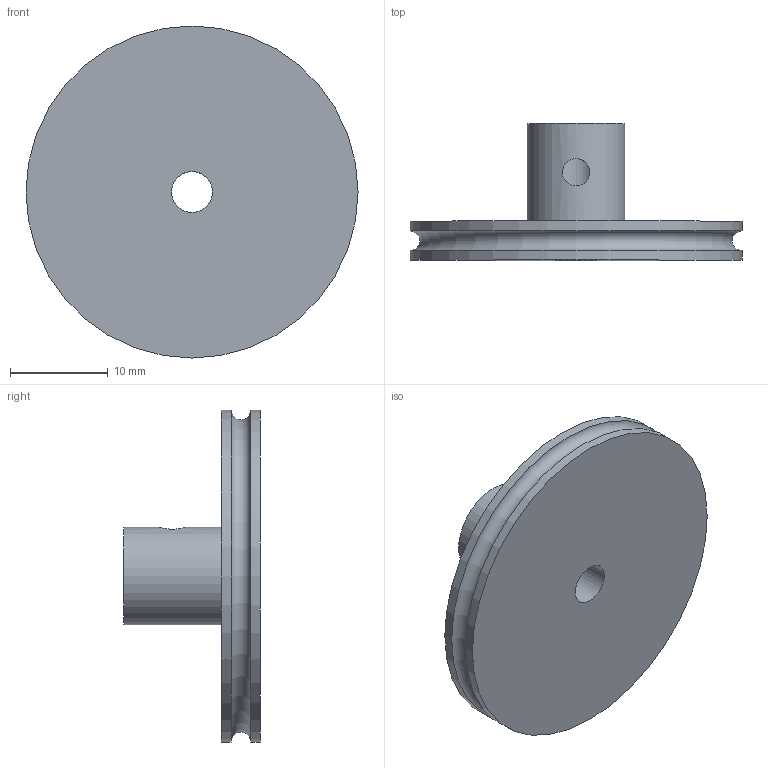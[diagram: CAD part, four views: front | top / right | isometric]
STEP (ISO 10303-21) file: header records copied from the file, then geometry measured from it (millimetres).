
FILE_DESCRIPTION(/* description */ (''),/* implementation_level */ '2;1');
FILE_NAME(/* name */ 'Robot_Wheel.step',/* time_stamp */ '2025-06-30T14:14:04Z',/* author */ (''),/* organization */ (''),/* preprocessor_version */ 'ST-DEVELOPER v20.1',/* originating_system */ 'Autodesk Translation Framework v14.10.0.0',/* authorisation */ '');
FILE_SCHEMA (('AUTOMOTIVE_DESIGN { 1 0 10303 214 3 1 1 }'));
Length unit declared in the file: millimetre
Products named in the file (1): Rad
Bounding box: 34 x 14 x 34 mm (x, y, z)
Volume: 4041.2 mm3; surface area: 2837.8 mm2
Topology: 1 solids, 1 shells, 9 faces, 20 edges, 14 vertices
Faces by surface type: cylinder 5, plane 3, torus 1
Full cylindrical faces by diameter (mm): 2.8 x1, 4.2 x1, 10 x1, 34 x2
Entity records: 362 total; most frequent: CARTESIAN_POINT 112, DIRECTION 47, ORIENTED_EDGE 40, AXIS2_PLACEMENT_3D 21, EDGE_CURVE 20, EDGE_LOOP 14, VERTEX_POINT 14, CIRCLE 11
